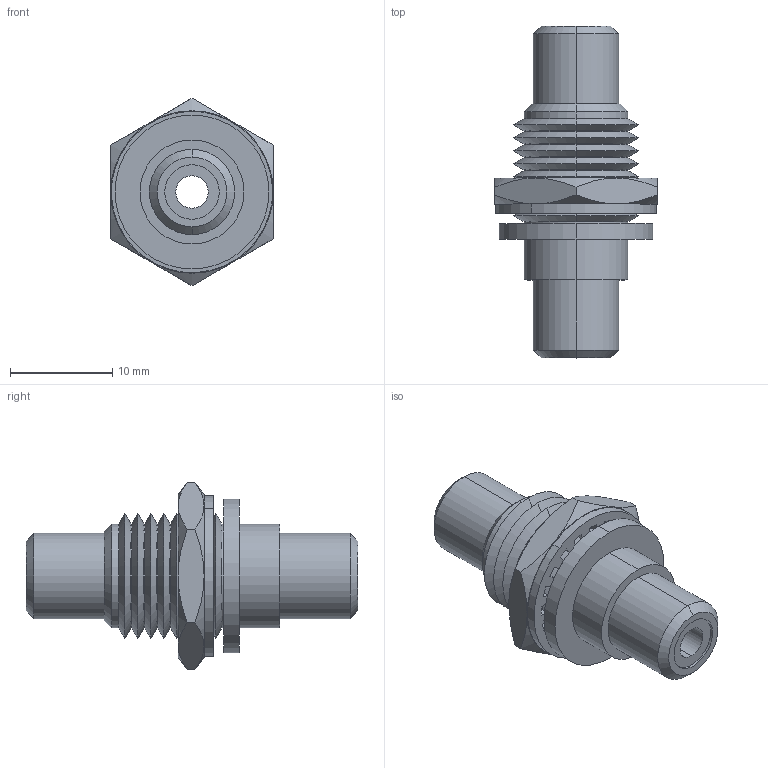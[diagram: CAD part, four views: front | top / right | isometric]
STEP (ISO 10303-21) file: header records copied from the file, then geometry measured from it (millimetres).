
FILE_DESCRIPTION (( 'STEP AP214' ), '1' );
FILE_NAME ('BA400A.STEP', '2006-08-02T11:56:47', ( 'L-COM' ), ( 'L-COM' ), 'SwSTEP 2.0', 'SolidWorks 2006004', '' );
FILE_SCHEMA (( 'AUTOMOTIVE_DESIGN' ));
Length unit declared in the file: inch
Products named in the file (4): BA400A; 3AA03-005; 3AA02-008
Assembly tree (3 placements, depth 2):
  BA400A
    3AA03-005
    3AA02-008
    BA400A
Bounding box: 15.88 x 32.44 x 18.33 mm (x, y, z)
Volume: 2572.3 mm3; surface area: 2617.3 mm2
Topology: 3 solids, 3 shells, 185 faces, 453 edges, 280 vertices
Faces by surface type: cylinder 77, plane 58, cone 50
Entity records: 6255 total; most frequent: CARTESIAN_POINT 1068, DIRECTION 999, ORIENTED_EDGE 906, EDGE_CURVE 453, AXIS2_PLACEMENT_3D 379, VERTEX_POINT 280, VECTOR 241, LINE 241
